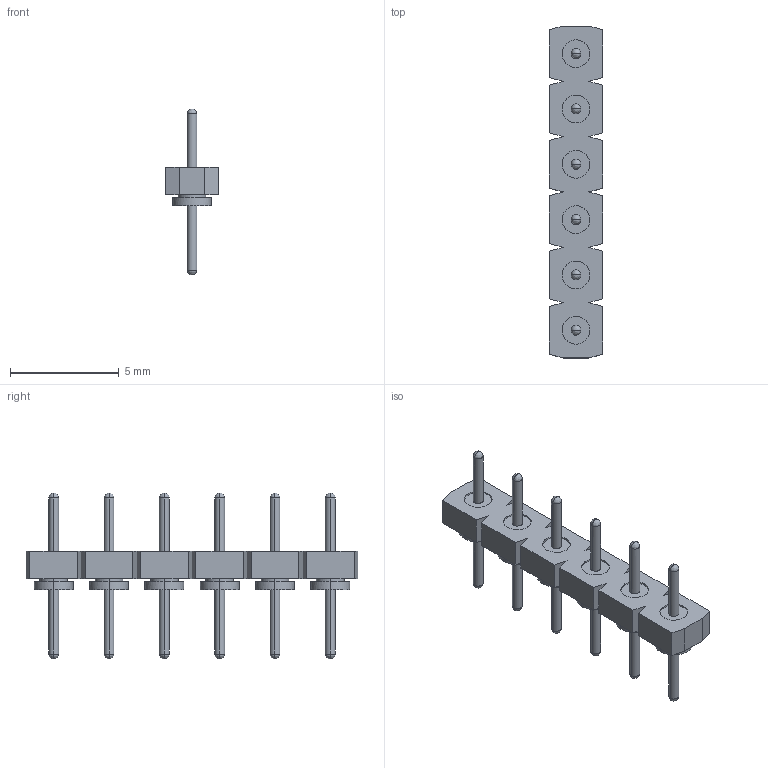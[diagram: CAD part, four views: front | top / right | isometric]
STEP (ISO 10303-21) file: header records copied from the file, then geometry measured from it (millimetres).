
FILE_DESCRIPTION(/* description */ (''),/* implementation_level */ '2;1');
FILE_NAME(/* name */ 'BBL-10~3',/* time_stamp */ '2020-01-15T12:24:45+01:00',/* author */ (''),/* organization */ (''),/* preprocessor_version */ 'ST-DEVELOPER v15',/* originating_system */ '',/* authorisation */ '');
FILE_SCHEMA (('AUTOMOTIVE_DESIGN'));
Length unit declared in the file: millimetre
Products named in the file (1): Document
Bounding box: 2.44 x 15.24 x 7.62 mm (x, y, z)
Volume: 57.3 mm3; surface area: 266.8 mm2
Topology: 7 solids, 7 shells, 142 faces, 366 edges, 232 vertices
Faces by surface type: bspline 84, plane 58
Entity records: 4728 total; most frequent: CARTESIAN_POINT 2536, ORIENTED_EDGE 684, EDGE_CURVE 342, VERTEX_POINT 232, B_SPLINE_CURVE_WITH_KNOTS 174, EDGE_LOOP 172, ADVANCED_FACE 142, FACE_OUTER_BOUND 142
